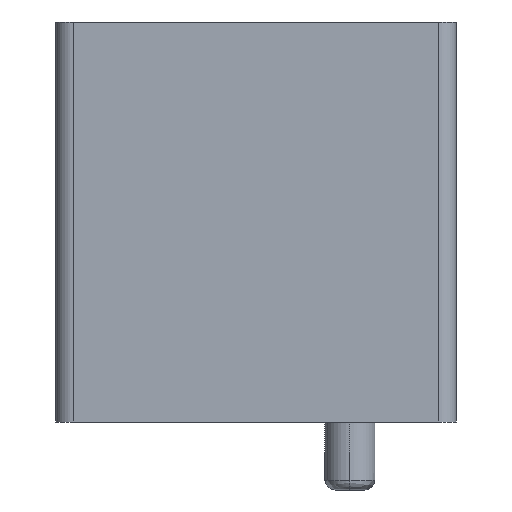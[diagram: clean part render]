
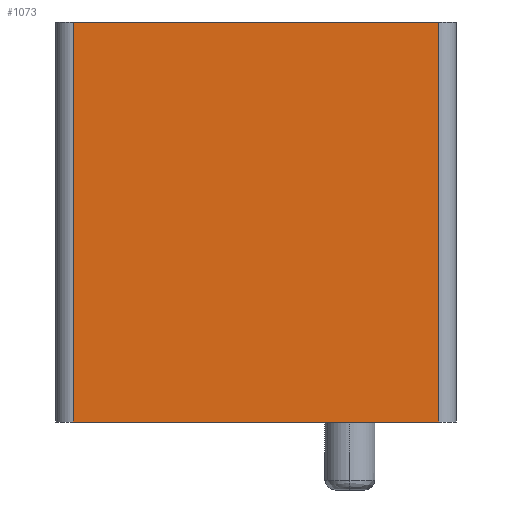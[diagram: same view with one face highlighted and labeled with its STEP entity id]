
A CAD part, left-side view. The second image highlights one B-rep face of the part: STEP entity #1073.
In plain terms, the highlighted planar face has unit normal (-1, 0, 0).
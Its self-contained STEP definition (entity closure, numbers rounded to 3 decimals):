
#145 = ORIENTED_EDGE ( 'NONE', *, *, #2958, .T. ) ;
#151 = DIRECTION ( 'NONE',  ( 0., -1., 0. ) ) ;
#230 = VECTOR ( 'NONE', #1482, 1000. ) ;
#257 = LINE ( 'NONE', #269, #293 ) ;
#269 = CARTESIAN_POINT ( 'NONE',  ( -17.5, 12.125, 0. ) ) ;
#293 = VECTOR ( 'NONE', #2185, 1000. ) ;
#348 = VERTEX_POINT ( 'NONE', #1092 ) ;
#476 = CARTESIAN_POINT ( 'NONE',  ( -17.5, 12.125, 0. ) ) ;
#876 = DIRECTION ( 'NONE',  ( 0., -1., 0. ) ) ;
#889 = DIRECTION ( 'NONE',  ( -1., 0., 0. ) ) ;
#1061 = FACE_OUTER_BOUND ( 'NONE', #1500, .T. ) ;
#1073 = ADVANCED_FACE ( 'NONE', ( #1061 ), #1397, .T. ) ;
#1092 = CARTESIAN_POINT ( 'NONE',  ( -17.5, 12.125, 20. ) ) ;
#1172 = DIRECTION ( 'NONE',  ( 0., 0., 1. ) ) ;
#1341 = LINE ( 'NONE', #2716, #2313 ) ;
#1397 = PLANE ( 'NONE',  #1418 ) ;
#1402 = CARTESIAN_POINT ( 'NONE',  ( -17.5, -6.125, 20. ) ) ;
#1418 = AXIS2_PLACEMENT_3D ( 'NONE', #1862, #889, #876 ) ;
#1461 = ORIENTED_EDGE ( 'NONE', *, *, #1489, .T. ) ;
#1482 = DIRECTION ( 'NONE',  ( 0., 1., 0. ) ) ;
#1489 = EDGE_CURVE ( 'NONE', #1685, #2613, #1711, .T. ) ;
#1500 = EDGE_LOOP ( 'NONE', ( #1461, #2087, #1634, #145 ) ) ;
#1541 = VERTEX_POINT ( 'NONE', #476 ) ;
#1574 = VECTOR ( 'NONE', #1172, 1000. ) ;
#1634 = ORIENTED_EDGE ( 'NONE', *, *, #2769, .T. ) ;
#1685 = VERTEX_POINT ( 'NONE', #2460 ) ;
#1711 = LINE ( 'NONE', #2413, #1574 ) ;
#1862 = CARTESIAN_POINT ( 'NONE',  ( -17.5, 13., 0. ) ) ;
#2087 = ORIENTED_EDGE ( 'NONE', *, *, #2240, .T. ) ;
#2185 = DIRECTION ( 'NONE',  ( 0., 0., -1. ) ) ;
#2240 = EDGE_CURVE ( 'NONE', #2613, #348, #2381, .T. ) ;
#2313 = VECTOR ( 'NONE', #151, 1000. ) ;
#2381 = LINE ( 'NONE', #2417, #230 ) ;
#2413 = CARTESIAN_POINT ( 'NONE',  ( -17.5, -6.125, 0. ) ) ;
#2417 = CARTESIAN_POINT ( 'NONE',  ( -17.5, 13., 20. ) ) ;
#2460 = CARTESIAN_POINT ( 'NONE',  ( -17.5, -6.125, 0. ) ) ;
#2613 = VERTEX_POINT ( 'NONE', #1402 ) ;
#2716 = CARTESIAN_POINT ( 'NONE',  ( -17.5, 13., 0. ) ) ;
#2769 = EDGE_CURVE ( 'NONE', #348, #1541, #257, .T. ) ;
#2958 = EDGE_CURVE ( 'NONE', #1541, #1685, #1341, .T. ) ;
